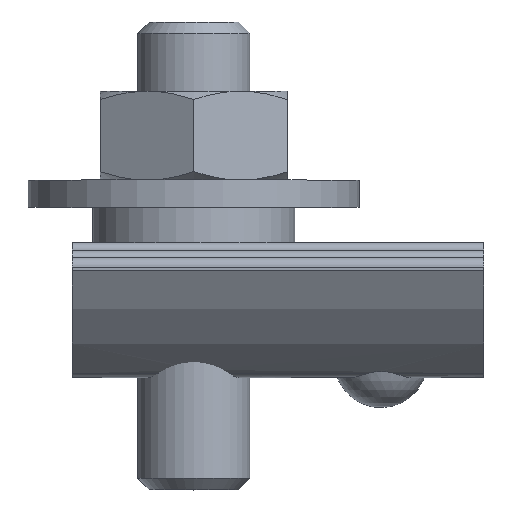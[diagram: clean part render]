
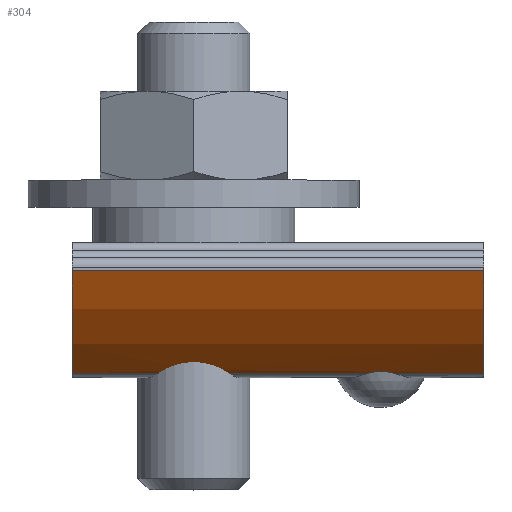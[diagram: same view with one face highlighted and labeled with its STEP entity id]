
A CAD part, top view. The second image highlights one B-rep face of the part: STEP entity #304.
In plain terms, the highlighted cylindrical face has radius 15 mm (diameter 30 mm), a partial arc.
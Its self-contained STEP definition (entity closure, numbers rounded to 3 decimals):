
#304 = ADVANCED_FACE( '', ( #567 ), #568, .T. );
#567 = FACE_OUTER_BOUND( '', #816, .T. );
#568 = CYLINDRICAL_SURFACE( '', #817, 15. );
#816 = EDGE_LOOP( '', ( #1330, #1331, #1332, #1333, #1334, #1335, #1336, #1337 ) );
#817 = AXIS2_PLACEMENT_3D( '', #1338, #1339, #1340 );
#1330 = ORIENTED_EDGE( '', *, *, #1558, .F. );
#1331 = ORIENTED_EDGE( '', *, *, #1663, .T. );
#1332 = ORIENTED_EDGE( '', *, *, #1527, .F. );
#1333 = ORIENTED_EDGE( '', *, *, #1644, .F. );
#1334 = ORIENTED_EDGE( '', *, *, #1496, .T. );
#1335 = ORIENTED_EDGE( '', *, *, #1642, .T. );
#1336 = ORIENTED_EDGE( '', *, *, #1624, .F. );
#1337 = ORIENTED_EDGE( '', *, *, #1664, .F. );
#1338 = CARTESIAN_POINT( '', ( 22., 12.154, -6.79 ) );
#1339 = DIRECTION( '', ( 1., 0., 0. ) );
#1340 = DIRECTION( '', ( 0., 0., 1. ) );
#1496 = EDGE_CURVE( '', #1747, #1745, #1748, .T. );
#1527 = EDGE_CURVE( '', #1796, #1797, #1798, .T. );
#1558 = EDGE_CURVE( '', #1845, #1847, #1848, .T. );
#1624 = EDGE_CURVE( '', #1941, #1943, #1944, .T. );
#1642 = EDGE_CURVE( '', #1745, #1943, #1966, .T. );
#1644 = EDGE_CURVE( '', #1747, #1796, #1968, .T. );
#1663 = EDGE_CURVE( '', #1845, #1797, #1988, .T. );
#1664 = EDGE_CURVE( '', #1847, #1941, #1989, .T. );
#1745 = VERTEX_POINT( '', #2099 );
#1747 = VERTEX_POINT( '', #2102 );
#1748 = LINE( '', #2103, #2104 );
#1796 = VERTEX_POINT( '', #2188 );
#1797 = VERTEX_POINT( '', #2189 );
#1798 = LINE( '', #2190, #2191 );
#1845 = VERTEX_POINT( '', #2286 );
#1847 = VERTEX_POINT( '', #2293 );
#1848 = LINE( '', #2294, #2295 );
#1941 = VERTEX_POINT( '', #2453 );
#1943 = VERTEX_POINT( '', #2460 );
#1944 = LINE( '', #2461, #2462 );
#1966 = CIRCLE( '', #2491, 15. );
#1968 = CIRCLE( '', #2493, 15. );
#1988 = B_SPLINE_CURVE_WITH_KNOTS( '', 3, ( #2546, #2547, #2548, #2549, #2550, #2551, #2552, #2553, #2554, #2555 ), .UNSPECIFIED., .F., .F., ( 4, 2, 2, 2, 4 ), ( 0., 0., 0.001, 0.001, 0.002 ), .UNSPECIFIED. );
#1989 = B_SPLINE_CURVE_WITH_KNOTS( '', 3, ( #2556, #2557, #2558, #2559, #2560, #2561, #2562, #2563, #2564, #2565 ), .UNSPECIFIED., .F., .F., ( 4, 2, 2, 2, 4 ), ( 0., 0.001, 0.002, 0.003, 0.003 ), .UNSPECIFIED. );
#2099 = CARTESIAN_POINT( '', ( 0., 5.7, 6.75 ) );
#2102 = CARTESIAN_POINT( '', ( 22., 5.7, 6.75 ) );
#2103 = CARTESIAN_POINT( '', ( 22., 5.7, 6.75 ) );
#2104 = VECTOR( '', #2637, 1000. );
#2188 = CARTESIAN_POINT( '', ( 22., 0.203, 2.274 ) );
#2189 = CARTESIAN_POINT( '', ( 17.269, 0.203, 2.274 ) );
#2190 = CARTESIAN_POINT( '', ( 22., 0.203, 2.274 ) );
#2191 = VECTOR( '', #2668, 1000. );
#2286 = CARTESIAN_POINT( '', ( 15.731, 0.203, 2.274 ) );
#2293 = CARTESIAN_POINT( '', ( 8.128, 0.203, 2.274 ) );
#2294 = CARTESIAN_POINT( '', ( 22., 0.203, 2.274 ) );
#2295 = VECTOR( '', #2692, 1000. );
#2453 = CARTESIAN_POINT( '', ( 4.872, 0.203, 2.274 ) );
#2460 = CARTESIAN_POINT( '', ( 0., 0.203, 2.274 ) );
#2461 = CARTESIAN_POINT( '', ( 22., 0.203, 2.274 ) );
#2462 = VECTOR( '', #2761, 1000. );
#2491 = AXIS2_PLACEMENT_3D( '', #2791, #2792, #2793 );
#2493 = AXIS2_PLACEMENT_3D( '', #2794, #2795, #2796 );
#2546 = CARTESIAN_POINT( '', ( 15.731, 0.203, 2.274 ) );
#2547 = CARTESIAN_POINT( '', ( 15.849, 0.243, 2.327 ) );
#2548 = CARTESIAN_POINT( '', ( 15.973, 0.273, 2.366 ) );
#2549 = CARTESIAN_POINT( '', ( 16.232, 0.315, 2.419 ) );
#2550 = CARTESIAN_POINT( '', ( 16.367, 0.325, 2.433 ) );
#2551 = CARTESIAN_POINT( '', ( 16.633, 0.325, 2.433 ) );
#2552 = CARTESIAN_POINT( '', ( 16.768, 0.315, 2.419 ) );
#2553 = CARTESIAN_POINT( '', ( 17.027, 0.273, 2.366 ) );
#2554 = CARTESIAN_POINT( '', ( 17.151, 0.243, 2.327 ) );
#2555 = CARTESIAN_POINT( '', ( 17.269, 0.203, 2.274 ) );
#2556 = CARTESIAN_POINT( '', ( 8.128, 0.203, 2.274 ) );
#2557 = CARTESIAN_POINT( '', ( 7.872, 0.275, 2.369 ) );
#2558 = CARTESIAN_POINT( '', ( 7.609, 0.332, 2.442 ) );
#2559 = CARTESIAN_POINT( '', ( 7.065, 0.411, 2.542 ) );
#2560 = CARTESIAN_POINT( '', ( 6.781, 0.432, 2.568 ) );
#2561 = CARTESIAN_POINT( '', ( 6.222, 0.432, 2.568 ) );
#2562 = CARTESIAN_POINT( '', ( 5.945, 0.412, 2.543 ) );
#2563 = CARTESIAN_POINT( '', ( 5.396, 0.333, 2.443 ) );
#2564 = CARTESIAN_POINT( '', ( 5.129, 0.275, 2.369 ) );
#2565 = CARTESIAN_POINT( '', ( 4.872, 0.203, 2.274 ) );
#2637 = DIRECTION( '', ( -1., 0., 0. ) );
#2668 = DIRECTION( '', ( -1., 0., 0. ) );
#2692 = DIRECTION( '', ( -1., 0., 0. ) );
#2761 = DIRECTION( '', ( -1., 0., 0. ) );
#2791 = CARTESIAN_POINT( '', ( 0., 12.154, -6.79 ) );
#2792 = DIRECTION( '', ( 1., 0., 0. ) );
#2793 = DIRECTION( '', ( 0., 0., -1. ) );
#2794 = CARTESIAN_POINT( '', ( 22., 12.154, -6.79 ) );
#2795 = DIRECTION( '', ( 1., 0., 0. ) );
#2796 = DIRECTION( '', ( 0., 0., -1. ) );
